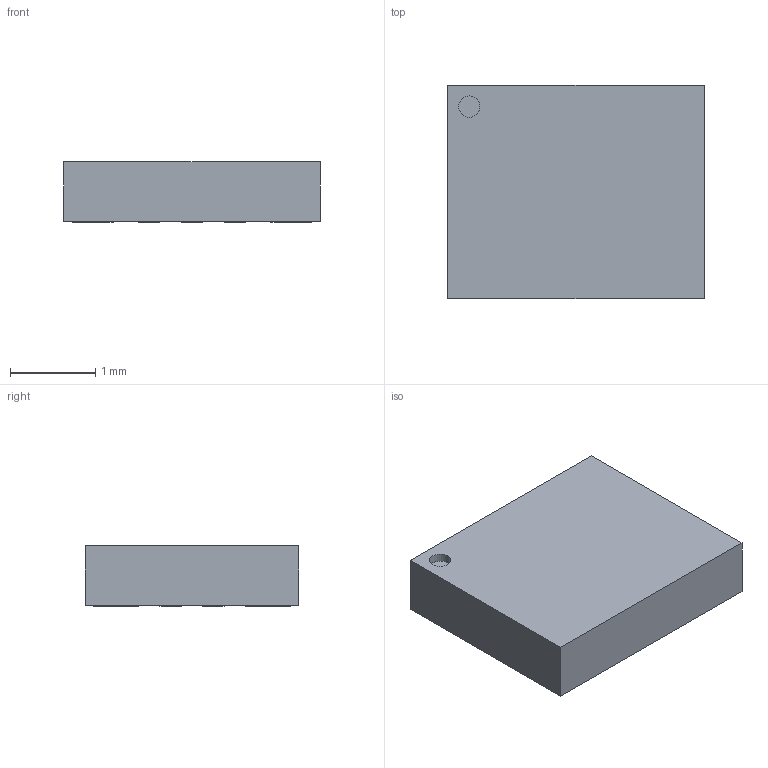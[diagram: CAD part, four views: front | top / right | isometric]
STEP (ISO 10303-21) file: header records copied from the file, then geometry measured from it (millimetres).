
FILE_DESCRIPTION(/* description */ (''),/* implementation_level */ '2;1');
FILE_NAME(/* name */ '5fcfbcc199e56310ae0fec43',/* time_stamp */ '2020-12-08T17:49:54+00:00',/* author */ (''),/* organization */ (''),/* preprocessor_version */ 'ST-DEVELOPER v16.7',/* originating_system */ $,/* authorisation */ $);
FILE_SCHEMA (('AUTOMOTIVE_DESIGN {1 0 10303 214 3 1 1}'));
Length unit declared in the file: metre
Products named in the file (1): BMI270_LGA-14
Bounding box: 3 x 2.5 x 0.71 mm (x, y, z)
Volume: 5.3 mm3; surface area: 23 mm2
Topology: 1 solids, 1 shells, 78 faces, 183 edges, 122 vertices
Faces by surface type: plane 77, cylinder 1
Full cylindrical faces by diameter (mm): 0.25 x1
Entity records: 2705 total; most frequent: CARTESIAN_POINT 383, ORIENTED_EDGE 364, DIRECTION 342, EDGE_CURVE 182, LINE 180, VECTOR 180, VERTEX_POINT 122, EDGE_LOOP 94
